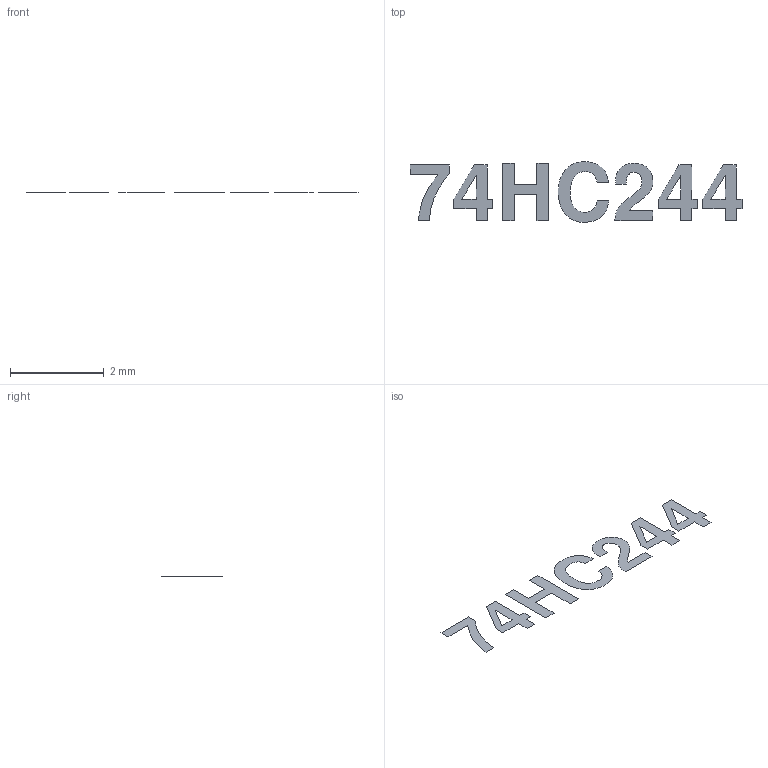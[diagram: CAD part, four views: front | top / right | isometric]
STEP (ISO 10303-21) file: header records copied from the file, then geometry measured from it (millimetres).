
FILE_DESCRIPTION(('FreeCAD Model'),'2;1');
FILE_NAME('Open CASCADE Shape Model','2023-04-11T16:03:05',('Author'),( ''),'Open CASCADE STEP processor 7.5','FreeCAD','Unknown');
FILE_SCHEMA(('AUTOMOTIVE_DESIGN { 1 0 10303 214 1 1 1 1 }'));
Length unit declared in the file: millimetre
Products named in the file (1): ShapeString
Bounding box: 7.07 x 1.29 x 0 mm (x, y, z)
Surface area: 3.8 mm2 (no closed solid volume)
Topology: 0 solids, 7 shells, 7 faces, 84 edges, 84 vertices
Faces by surface type: plane 7
Entity records: 848 total; most frequent: CARTESIAN_POINT 230, ORIENTED_EDGE 84, EDGE_CURVE 84, VERTEX_POINT 84, DIRECTION 82, LINE 66, VECTOR 66, B_SPLINE_CURVE_WITH_KNOTS 18
